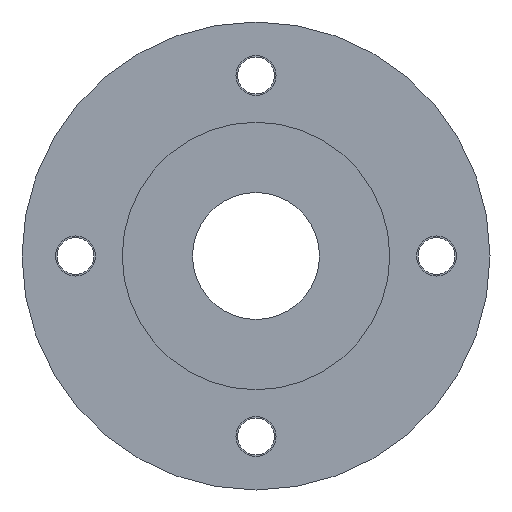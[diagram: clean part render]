
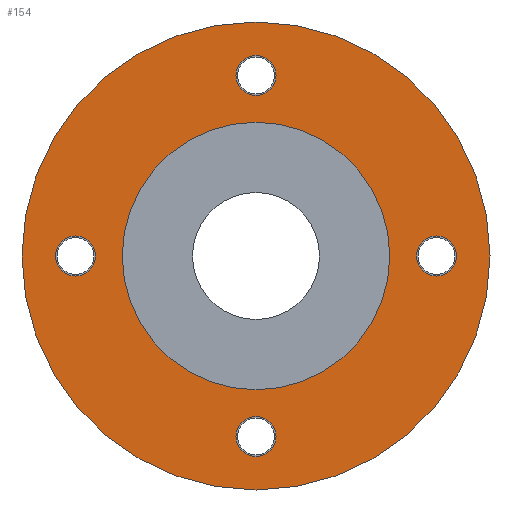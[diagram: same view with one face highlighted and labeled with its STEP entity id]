
A CAD part, front view. The second image highlights one B-rep face of the part: STEP entity #154.
In plain terms, the highlighted planar face has unit normal (0, -1, 0).
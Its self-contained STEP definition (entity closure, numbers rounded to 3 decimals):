
#154=ADVANCED_FACE('NONE',(#321,#322,#323,#324,#325,#326),#327,.T.);
#321=FACE_OUTER_BOUND('',#543,.T.);
#322=FACE_BOUND('',#544,.T.);
#323=FACE_BOUND('',#545,.T.);
#324=FACE_BOUND('',#546,.T.);
#325=FACE_BOUND('',#547,.T.);
#326=FACE_BOUND('',#548,.T.);
#327=PLANE('',#549);
#543=EDGE_LOOP('',(#924,#925));
#544=EDGE_LOOP('',(#926,#927));
#545=EDGE_LOOP('',(#928,#929));
#546=EDGE_LOOP('',(#930,#931));
#547=EDGE_LOOP('',(#932,#933));
#548=EDGE_LOOP('',(#934,#935));
#549=AXIS2_PLACEMENT_3D('',#936,#937,#938);
#924=ORIENTED_EDGE('',*,*,#1165,.F.);
#925=ORIENTED_EDGE('',*,*,#1088,.F.);
#926=ORIENTED_EDGE('',*,*,#1177,.T.);
#927=ORIENTED_EDGE('',*,*,#1112,.T.);
#928=ORIENTED_EDGE('',*,*,#1178,.T.);
#929=ORIENTED_EDGE('',*,*,#1117,.T.);
#930=ORIENTED_EDGE('',*,*,#1179,.T.);
#931=ORIENTED_EDGE('',*,*,#1122,.T.);
#932=ORIENTED_EDGE('',*,*,#1180,.T.);
#933=ORIENTED_EDGE('',*,*,#1127,.T.);
#934=ORIENTED_EDGE('',*,*,#1181,.T.);
#935=ORIENTED_EDGE('',*,*,#1132,.T.);
#936=CARTESIAN_POINT('',(35.0,0.0,35.0));
#937=DIRECTION('',(0.0,-1.0,0.0));
#938=DIRECTION('',(1.0,0.0,0.0));
#1088=EDGE_CURVE('NONE',#1298,#1300,#1301,.T.);
#1112=EDGE_CURVE('NONE',#1342,#1343,#1344,.T.);
#1117=EDGE_CURVE('NONE',#1351,#1352,#1353,.T.);
#1122=EDGE_CURVE('NONE',#1360,#1361,#1362,.T.);
#1127=EDGE_CURVE('NONE',#1369,#1370,#1371,.T.);
#1132=EDGE_CURVE('NONE',#1378,#1379,#1380,.T.);
#1165=EDGE_CURVE('NONE',#1300,#1298,#1415,.T.);
#1177=EDGE_CURVE('NONE',#1343,#1342,#1427,.T.);
#1178=EDGE_CURVE('NONE',#1352,#1351,#1428,.T.);
#1179=EDGE_CURVE('NONE',#1361,#1360,#1429,.T.);
#1180=EDGE_CURVE('NONE',#1370,#1369,#1430,.T.);
#1181=EDGE_CURVE('NONE',#1379,#1378,#1431,.T.);
#1298=VERTEX_POINT('NONE',#1855);
#1300=VERTEX_POINT('NONE',#1858);
#1301=CIRCLE('',#1859,35.0);
#1342=VERTEX_POINT('NONE',#1909);
#1343=VERTEX_POINT('NONE',#1910);
#1344=CIRCLE('',#1911,20.0);
#1351=VERTEX_POINT('NONE',#1920);
#1352=VERTEX_POINT('NONE',#1921);
#1353=CIRCLE('',#1922,3.0);
#1360=VERTEX_POINT('NONE',#1931);
#1361=VERTEX_POINT('NONE',#1932);
#1362=CIRCLE('',#1933,3.0);
#1369=VERTEX_POINT('NONE',#1942);
#1370=VERTEX_POINT('NONE',#1943);
#1371=CIRCLE('',#1944,3.0);
#1378=VERTEX_POINT('NONE',#1953);
#1379=VERTEX_POINT('NONE',#1954);
#1380=CIRCLE('',#1955,3.0);
#1415=CIRCLE('',#2035,35.0);
#1427=CIRCLE('',#2047,20.0);
#1428=CIRCLE('',#2048,3.0);
#1429=CIRCLE('',#2049,3.0);
#1430=CIRCLE('',#2050,3.0);
#1431=CIRCLE('',#2051,3.0);
#1855=CARTESIAN_POINT('',(35.0,0.,70.0));
#1858=CARTESIAN_POINT('',(35.0,0.,0.));
#1859=AXIS2_PLACEMENT_3D('',#2158,#2159,#2160);
#1909=CARTESIAN_POINT('',(35.0,0.0,15.0));
#1910=CARTESIAN_POINT('',(35.0,0.0,55.0));
#1911=AXIS2_PLACEMENT_3D('',#2197,#2198,#2199);
#1920=CARTESIAN_POINT('',(8.0,0.0,32.0));
#1921=CARTESIAN_POINT('',(8.0,0.0,38.0));
#1922=AXIS2_PLACEMENT_3D('',#2205,#2206,#2207);
#1931=CARTESIAN_POINT('',(62.0,0.0,32.0));
#1932=CARTESIAN_POINT('',(62.0,0.0,38.0));
#1933=AXIS2_PLACEMENT_3D('',#2213,#2214,#2215);
#1942=CARTESIAN_POINT('',(35.0,0.0,59.0));
#1943=CARTESIAN_POINT('',(35.0,0.0,65.0));
#1944=AXIS2_PLACEMENT_3D('',#2221,#2222,#2223);
#1953=CARTESIAN_POINT('',(35.0,0.0,5.0));
#1954=CARTESIAN_POINT('',(35.0,0.0,11.0));
#1955=AXIS2_PLACEMENT_3D('',#2229,#2230,#2231);
#2035=AXIS2_PLACEMENT_3D('',#2279,#2280,#2281);
#2047=AXIS2_PLACEMENT_3D('',#2297,#2298,#2299);
#2048=AXIS2_PLACEMENT_3D('',#2300,#2301,#2302);
#2049=AXIS2_PLACEMENT_3D('',#2303,#2304,#2305);
#2050=AXIS2_PLACEMENT_3D('',#2306,#2307,#2308);
#2051=AXIS2_PLACEMENT_3D('',#2309,#2310,#2311);
#2158=CARTESIAN_POINT('',(35.0,0.,35.0));
#2159=DIRECTION('',(0.0,1.0,0.0));
#2160=DIRECTION('',(0.0,0.0,-1.0));
#2197=CARTESIAN_POINT('',(35.0,0.0,35.0));
#2198=DIRECTION('',(0.0,1.0,0.0));
#2199=DIRECTION('',(0.0,0.0,1.0));
#2205=CARTESIAN_POINT('',(8.0,0.0,35.0));
#2206=DIRECTION('',(0.0,1.0,0.0));
#2207=DIRECTION('',(0.0,0.0,1.0));
#2213=CARTESIAN_POINT('',(62.0,0.0,35.0));
#2214=DIRECTION('',(0.0,1.0,0.0));
#2215=DIRECTION('',(0.0,0.0,1.0));
#2221=CARTESIAN_POINT('',(35.0,0.0,62.0));
#2222=DIRECTION('',(0.0,1.0,0.0));
#2223=DIRECTION('',(0.0,0.0,1.0));
#2229=CARTESIAN_POINT('',(35.0,0.0,8.0));
#2230=DIRECTION('',(0.0,1.0,0.0));
#2231=DIRECTION('',(0.0,0.0,1.0));
#2279=CARTESIAN_POINT('',(35.0,0.,35.0));
#2280=DIRECTION('',(0.0,1.0,0.0));
#2281=DIRECTION('',(0.0,0.0,-1.0));
#2297=CARTESIAN_POINT('',(35.0,0.0,35.0));
#2298=DIRECTION('',(0.0,1.0,0.0));
#2299=DIRECTION('',(0.0,0.0,1.0));
#2300=CARTESIAN_POINT('',(8.0,0.0,35.0));
#2301=DIRECTION('',(0.0,1.0,0.0));
#2302=DIRECTION('',(0.0,0.0,1.0));
#2303=CARTESIAN_POINT('',(62.0,0.0,35.0));
#2304=DIRECTION('',(0.0,1.0,0.0));
#2305=DIRECTION('',(0.0,0.0,1.0));
#2306=CARTESIAN_POINT('',(35.0,0.0,62.0));
#2307=DIRECTION('',(0.0,1.0,0.0));
#2308=DIRECTION('',(0.0,0.0,1.0));
#2309=CARTESIAN_POINT('',(35.0,0.0,8.0));
#2310=DIRECTION('',(0.0,1.0,0.0));
#2311=DIRECTION('',(0.0,0.0,1.0));
